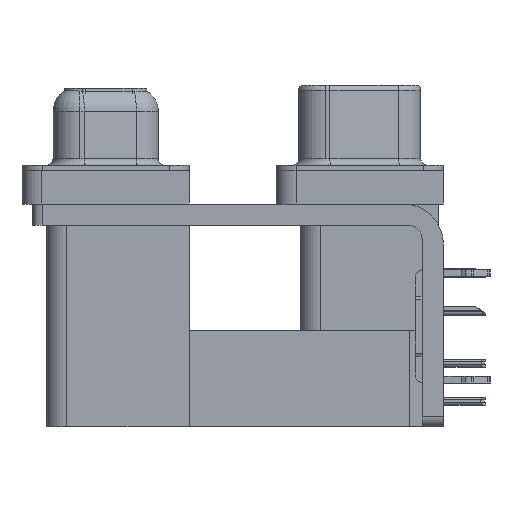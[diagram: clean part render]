
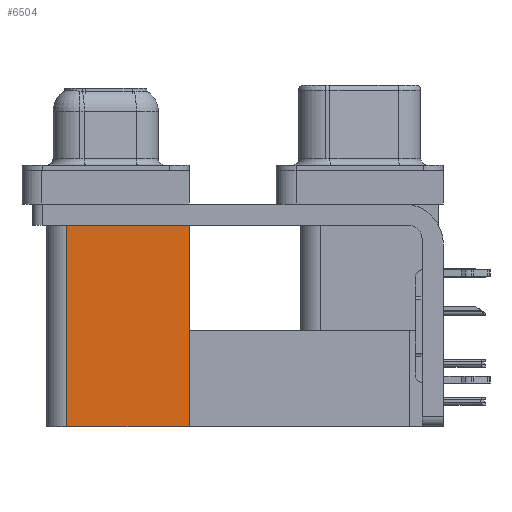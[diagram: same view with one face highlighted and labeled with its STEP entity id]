
A CAD part, left-side view. The second image highlights one B-rep face of the part: STEP entity #6504.
In plain terms, the highlighted planar face has unit normal (-1, 0, 0).
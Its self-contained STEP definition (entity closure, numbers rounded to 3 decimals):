
#6504 = ADVANCED_FACE ( 'NONE', ( #38762 ), #26764, .F. ) ;
#7561 = DIRECTION ( 'NONE',  ( 0., 1., 0. ) ) ;
#8924 = DIRECTION ( 'NONE',  ( 0., 0., -1. ) ) ;
#12292 = LINE ( 'NONE', #37938, #26767 ) ;
#13386 = CARTESIAN_POINT ( 'NONE',  ( 3.7, 12.775, -19.2 ) ) ;
#14633 = ORIENTED_EDGE ( 'NONE', *, *, #46609, .T. ) ;
#15012 = CARTESIAN_POINT ( 'NONE',  ( 3.7, 12.775, -2.5 ) ) ;
#15055 = EDGE_CURVE ( 'NONE', #41037, #54349, #52201, .T. ) ;
#16096 = AXIS2_PLACEMENT_3D ( 'NONE', #13386, #18407, #8924 ) ;
#16686 = ORIENTED_EDGE ( 'NONE', *, *, #35865, .T. ) ;
#18407 = DIRECTION ( 'NONE',  ( 1., 0., 0. ) ) ;
#26764 = PLANE ( 'NONE',  #16096 ) ;
#26767 = VECTOR ( 'NONE', #33202, 1000. ) ;
#27838 = VECTOR ( 'NONE', #53851, 1000. ) ;
#28457 = LINE ( 'NONE', #49086, #28484 ) ;
#28484 = VECTOR ( 'NONE', #7561, 1000. ) ;
#29528 = CARTESIAN_POINT ( 'NONE',  ( 3.7, 12.775, -19.2 ) ) ;
#30076 = LINE ( 'NONE', #29528, #38755 ) ;
#31248 = CARTESIAN_POINT ( 'NONE',  ( 3.7, 21.975, -19.2 ) ) ;
#31610 = CARTESIAN_POINT ( 'NONE',  ( 3.7, 12.775, -19.2 ) ) ;
#33202 = DIRECTION ( 'NONE',  ( 0., 0., 1. ) ) ;
#35865 = EDGE_CURVE ( 'NONE', #41950, #38629, #12292, .T. ) ;
#37938 = CARTESIAN_POINT ( 'NONE',  ( 3.7, 12.775, -19.2 ) ) ;
#38629 = VERTEX_POINT ( 'NONE', #15012 ) ;
#38755 = VECTOR ( 'NONE', #42350, 1000. ) ;
#38762 = FACE_OUTER_BOUND ( 'NONE', #49544, .T. ) ;
#40771 = CARTESIAN_POINT ( 'NONE',  ( 3.7, 21.975, -2.5 ) ) ;
#41037 = VERTEX_POINT ( 'NONE', #31248 ) ;
#41339 = EDGE_CURVE ( 'NONE', #41950, #41037, #30076, .T. ) ;
#41950 = VERTEX_POINT ( 'NONE', #31610 ) ;
#42350 = DIRECTION ( 'NONE',  ( 0., 1., 0. ) ) ;
#44076 = ORIENTED_EDGE ( 'NONE', *, *, #41339, .F. ) ;
#44682 = ORIENTED_EDGE ( 'NONE', *, *, #15055, .F. ) ;
#46609 = EDGE_CURVE ( 'NONE', #38629, #54349, #28457, .T. ) ;
#47990 = CARTESIAN_POINT ( 'NONE',  ( 3.7, 21.975, -19.2 ) ) ;
#49086 = CARTESIAN_POINT ( 'NONE',  ( 3.7, 12.775, -2.5 ) ) ;
#49544 = EDGE_LOOP ( 'NONE', ( #14633, #44682, #44076, #16686 ) ) ;
#52201 = LINE ( 'NONE', #47990, #27838 ) ;
#53851 = DIRECTION ( 'NONE',  ( 0., 0., 1. ) ) ;
#54349 = VERTEX_POINT ( 'NONE', #40771 ) ;
